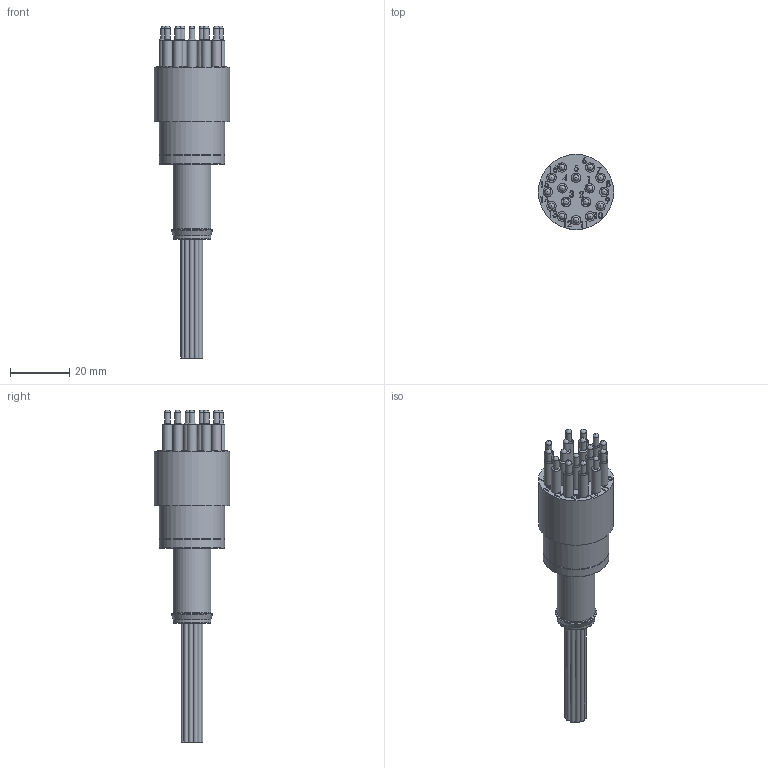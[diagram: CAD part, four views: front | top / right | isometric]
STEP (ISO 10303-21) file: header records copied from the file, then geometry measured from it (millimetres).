
FILE_DESCRIPTION(/* description */ (''),/* implementation_level */ '2;1');
FILE_NAME(/* name */ 'MCPBOF16M.stp',/* time_stamp */ '2022-03-04T11:36:43+01:00',/* author */ ('sh'),/* organization */ (''),/* preprocessor_version */ 'ST-DEVELOPER v17.2',/* originating_system */ 'Autodesk Inventor 2019',/* authorisation */ '');
FILE_SCHEMA (('AUTOMOTIVE_DESIGN { 1 0 10303 214 3 1 1 }'));
Length unit declared in the file: millimetre
Products named in the file (1): 01008930
Bounding box: 25.35 x 25.35 x 111.96 mm (x, y, z)
Volume: 20525.2 mm3; surface area: 11337.4 mm2
Topology: 1 solids, 1 shells, 427 faces, 1126 edges, 784 vertices
Faces by surface type: plane 210, bspline 125, cylinder 69, cone 17, torus 6
Full cylindrical faces by diameter (mm): 1.499 x16, 1.986 x16, 2.007 x16, 3.175 x16, 12.7 x2, 22.149 x2, 25.349 x1
Entity records: 20425 total; most frequent: CARTESIAN_POINT 9663, ORIENTED_EDGE 2252, DIRECTION 1852, EDGE_CURVE 1126, VERTEX_POINT 784, AXIS2_PLACEMENT_3D 641, LINE 570, VECTOR 570
